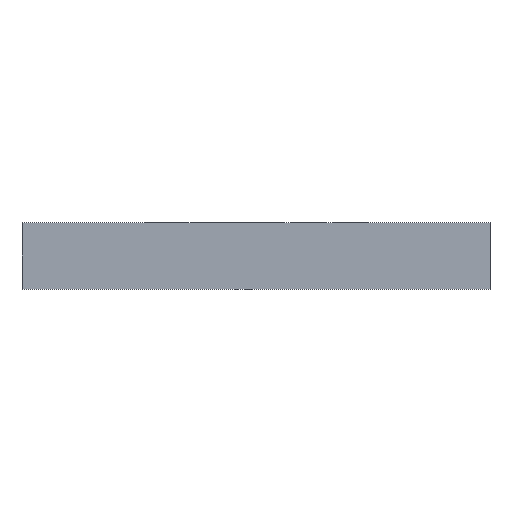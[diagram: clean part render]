
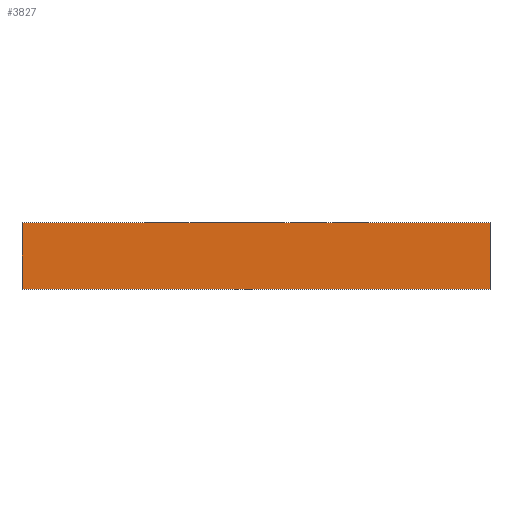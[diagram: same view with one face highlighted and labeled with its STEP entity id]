
A CAD part, front view. The second image highlights one B-rep face of the part: STEP entity #3827.
In plain terms, the highlighted planar face has unit normal (0, -1, 0).
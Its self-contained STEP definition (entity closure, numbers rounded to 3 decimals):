
#329=FACE_OUTER_BOUND('',#523,.T.);
#523=EDGE_LOOP('',(#3135,#3136,#3137,#3138));
#1093=LINE('',#7277,#1442);
#1101=LINE('',#7292,#1450);
#1102=LINE('',#7295,#1451);
#1103=LINE('',#7296,#1452);
#1442=VECTOR('',#4413,10.);
#1450=VECTOR('',#4423,10.);
#1451=VECTOR('',#4426,10.);
#1452=VECTOR('',#4427,10.);
#1831=VERTEX_POINT('',#7274);
#1832=VERTEX_POINT('',#7276);
#1838=VERTEX_POINT('',#7290);
#1839=VERTEX_POINT('',#7294);
#2382=EDGE_CURVE('',#1831,#1832,#1093,.T.);
#2390=EDGE_CURVE('',#1831,#1838,#1101,.T.);
#2391=EDGE_CURVE('',#1839,#1838,#1102,.T.);
#2392=EDGE_CURVE('',#1832,#1839,#1103,.T.);
#3135=ORIENTED_EDGE('',*,*,#2390,.T.);
#3136=ORIENTED_EDGE('',*,*,#2391,.F.);
#3137=ORIENTED_EDGE('',*,*,#2392,.F.);
#3138=ORIENTED_EDGE('',*,*,#2382,.F.);
#3640=PLANE('',#3935);
#3827=ADVANCED_FACE('',(#329),#3640,.T.);
#3935=AXIS2_PLACEMENT_3D('',#7293,#4424,#4425);
#4413=DIRECTION('',(0.,0.,1.));
#4423=DIRECTION('',(1.,0.,0.));
#4424=DIRECTION('center_axis',(0.,-1.,0.));
#4425=DIRECTION('ref_axis',(0.,0.,-1.));
#4426=DIRECTION('',(0.,0.,-1.));
#4427=DIRECTION('',(1.,0.,0.));
#7274=CARTESIAN_POINT('',(-35.,-15.5,-2.));
#7276=CARTESIAN_POINT('',(-35.,-15.5,8.));
#7277=CARTESIAN_POINT('',(-35.,-15.5,-8.));
#7290=CARTESIAN_POINT('',(35.,-15.5,-2.));
#7292=CARTESIAN_POINT('',(0.,-15.5,-2.));
#7293=CARTESIAN_POINT('Origin',(0.,-15.5,8.));
#7294=CARTESIAN_POINT('',(35.,-15.5,8.));
#7295=CARTESIAN_POINT('',(35.,-15.5,-8.));
#7296=CARTESIAN_POINT('',(0.,-15.5,8.));
